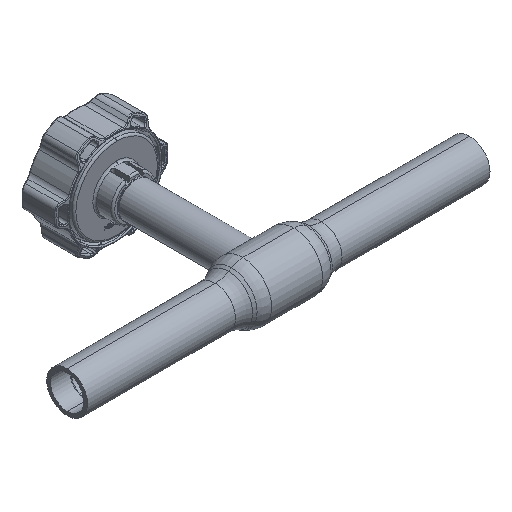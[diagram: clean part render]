
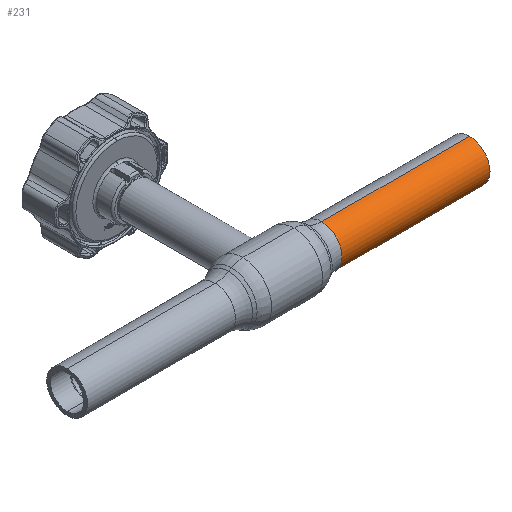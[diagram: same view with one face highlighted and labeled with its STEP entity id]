
A CAD part, isometric view. The second image highlights one B-rep face of the part: STEP entity #231.
In plain terms, the highlighted cylindrical face has radius 10.65 mm (diameter 21.3 mm), a partial arc.
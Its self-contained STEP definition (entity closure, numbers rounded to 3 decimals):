
#231 = ADVANCED_FACE ( 'NONE', ( #4456 ), #25279, .T. ) ;
#259 = CARTESIAN_POINT ( 'NONE',  ( -62.69, 0., -10.65 ) ) ;
#821 = VERTEX_POINT ( 'NONE', #5821 ) ;
#1189 = CARTESIAN_POINT ( 'NONE',  ( 105., 0., 0. ) ) ;
#1270 = AXIS2_PLACEMENT_3D ( 'NONE', #1189, #28224, #13075 ) ;
#2580 = EDGE_CURVE ( 'NONE', #17234, #29928, #12188, .T. ) ;
#2621 = EDGE_CURVE ( 'NONE', #821, #23952, #6456, .T. ) ;
#2726 = AXIS2_PLACEMENT_3D ( 'NONE', #14556, #20368, #19440 ) ;
#2838 = DIRECTION ( 'NONE',  ( -1., 0., 0. ) ) ;
#4456 = FACE_OUTER_BOUND ( 'NONE', #23001, .T. ) ;
#5821 = CARTESIAN_POINT ( 'NONE',  ( 27.786, 0., -10.65 ) ) ;
#6456 = CIRCLE ( 'NONE', #28835, 10.65 ) ;
#7619 = EDGE_CURVE ( 'NONE', #29928, #821, #27763, .T. ) ;
#9363 = ORIENTED_EDGE ( 'NONE', *, *, #2621, .F. ) ;
#9464 = DIRECTION ( 'NONE',  ( 0., 0., 1. ) ) ;
#9564 = ORIENTED_EDGE ( 'NONE', *, *, #2580, .F. ) ;
#10605 = ORIENTED_EDGE ( 'NONE', *, *, #7619, .F. ) ;
#11446 = DIRECTION ( 'NONE',  ( -1., 0., 0. ) ) ;
#12083 = CARTESIAN_POINT ( 'NONE',  ( 27.786, 0., 0. ) ) ;
#12188 = CIRCLE ( 'NONE', #1270, 10.65 ) ;
#12229 = CARTESIAN_POINT ( 'NONE',  ( 27.786, 0., 10.65 ) ) ;
#13075 = DIRECTION ( 'NONE',  ( 0., 0., -1. ) ) ;
#14539 = DIRECTION ( 'NONE',  ( -1., 0., 0. ) ) ;
#14556 = CARTESIAN_POINT ( 'NONE',  ( -62.69, 0., 0. ) ) ;
#16988 = CARTESIAN_POINT ( 'NONE',  ( 105., 0., 10.65 ) ) ;
#17234 = VERTEX_POINT ( 'NONE', #16988 ) ;
#18176 = ORIENTED_EDGE ( 'NONE', *, *, #23585, .T. ) ;
#19440 = DIRECTION ( 'NONE',  ( 0., 0., 1. ) ) ;
#20368 = DIRECTION ( 'NONE',  ( -1., 0., 0. ) ) ;
#21594 = CARTESIAN_POINT ( 'NONE',  ( 105., 0., -10.65 ) ) ;
#22689 = CARTESIAN_POINT ( 'NONE',  ( -62.69, 0., 10.65 ) ) ;
#22897 = VECTOR ( 'NONE', #14539, 1000. ) ;
#23001 = EDGE_LOOP ( 'NONE', ( #10605, #9564, #18176, #9363 ) ) ;
#23585 = EDGE_CURVE ( 'NONE', #17234, #23952, #29549, .T. ) ;
#23952 = VERTEX_POINT ( 'NONE', #12229 ) ;
#25279 = CYLINDRICAL_SURFACE ( 'NONE', #2726, 10.65 ) ;
#26803 = VECTOR ( 'NONE', #2838, 1000. ) ;
#27763 = LINE ( 'NONE', #259, #26803 ) ;
#28224 = DIRECTION ( 'NONE',  ( 1., 0., 0. ) ) ;
#28835 = AXIS2_PLACEMENT_3D ( 'NONE', #12083, #11446, #9464 ) ;
#29549 = LINE ( 'NONE', #22689, #22897 ) ;
#29928 = VERTEX_POINT ( 'NONE', #21594 ) ;
